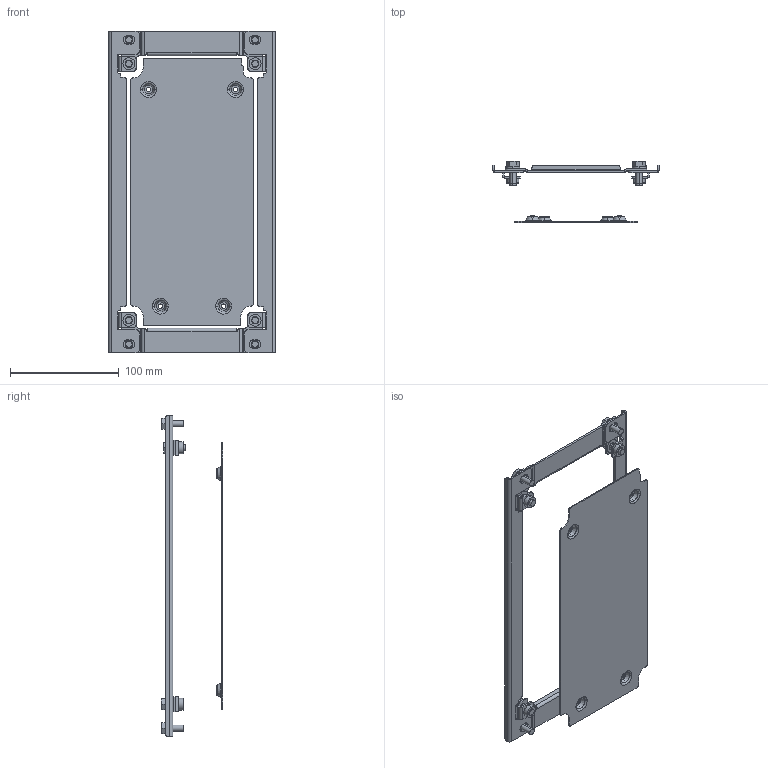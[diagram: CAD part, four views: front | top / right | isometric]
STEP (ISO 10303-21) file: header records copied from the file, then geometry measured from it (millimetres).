
FILE_DESCRIPTION (( 'STEP AP214' ), '1' );
FILE_NAME ('GS4-FMKIT-1.STEP', '2017-05-24T20:22:15', ( '' ), ( '' ), 'SwSTEP 2.0', 'SolidWorks 2015', '' );
FILE_SCHEMA (( 'AUTOMOTIVE_DESIGN' ));
Length unit declared in the file: millimetre
Products named in the file (1): GS4-FMKIT-1
Bounding box: 153.2 x 56.5 x 296 mm (x, y, z)
Surface area: 106103 mm2 (no closed solid volume)
Topology: 0 solids, 29 shells, 439 faces, 1379 edges, 968 vertices
Faces by surface type: plane 209, cylinder 162, cone 40, bspline 28
Entity records: 19935 total; most frequent: CARTESIAN_POINT 7871, ORIENTED_EDGE 2422, DIRECTION 2393, EDGE_CURVE 1379, VERTEX_POINT 968, AXIS2_PLACEMENT_3D 800, LINE 793, VECTOR 793
